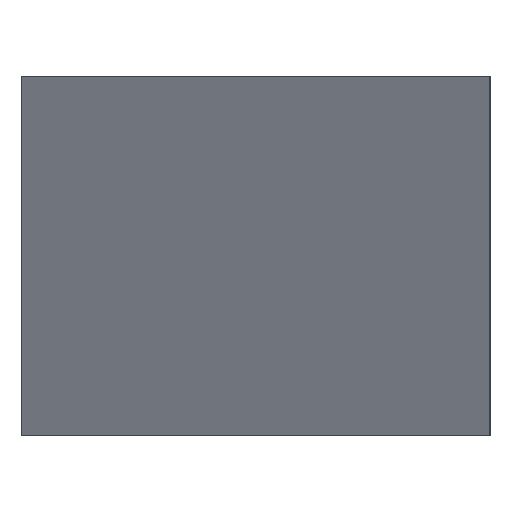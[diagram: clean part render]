
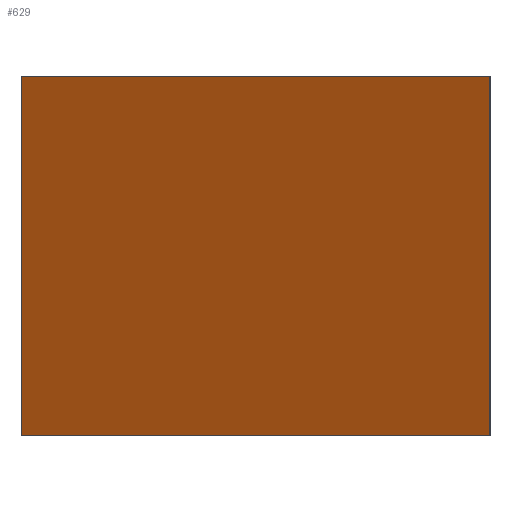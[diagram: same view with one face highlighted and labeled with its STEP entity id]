
A CAD part, left-side view. The second image highlights one B-rep face of the part: STEP entity #629.
In plain terms, the highlighted planar face has unit normal (-0.832, 0.555, 0).
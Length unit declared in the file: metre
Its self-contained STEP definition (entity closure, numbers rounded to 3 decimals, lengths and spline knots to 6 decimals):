
#93=ORIENTED_EDGE('',*,*,#250,.T.);
#94=ORIENTED_EDGE('',*,*,#256,.T.);
#95=ORIENTED_EDGE('',*,*,#228,.T.);
#96=ORIENTED_EDGE('',*,*,#254,.F.);
#228=EDGE_CURVE('',#315,#314,#374,.T.);
#250=EDGE_CURVE('',#332,#331,#394,.T.);
#254=EDGE_CURVE('',#332,#314,#398,.T.);
#256=EDGE_CURVE('',#331,#315,#400,.T.);
#314=VERTEX_POINT('',#928);
#315=VERTEX_POINT('',#930);
#331=VERTEX_POINT('',#971);
#332=VERTEX_POINT('',#973);
#374=LINE('',#929,#456);
#394=LINE('',#972,#476);
#398=LINE('',#980,#480);
#400=LINE('',#983,#482);
#456=VECTOR('',#744,1.);
#476=VECTOR('',#776,1.);
#480=VECTOR('',#782,1.);
#482=VECTOR('',#786,1.);
#521=EDGE_LOOP('',(#93,#94,#95,#96));
#563=FACE_BOUND('',#521,.T.);
#600=PLANE('',#678);
#629=ADVANCED_FACE('',(#563),#600,.F.);
#678=AXIS2_PLACEMENT_3D('',#982,#784,#785);
#744=DIRECTION('',(-0.555,-0.832,0.));
#776=DIRECTION('',(0.555,0.832,0.));
#782=DIRECTION('',(0.,0.,-1.));
#784=DIRECTION('',(0.832,-0.555,0.));
#785=DIRECTION('',(-0.555,-0.832,0.));
#786=DIRECTION('',(0.,0.,-1.));
#928=CARTESIAN_POINT('',(-0.025889,-0.0203,0.012));
#929=CARTESIAN_POINT('',(-0.012945,-0.000883,0.012));
#930=CARTESIAN_POINT('',(-0.003333,0.013534,0.012));
#971=CARTESIAN_POINT('',(-0.003333,0.013534,0.038));
#972=CARTESIAN_POINT('',(-0.012945,-0.000883,0.038));
#973=CARTESIAN_POINT('',(-0.025889,-0.0203,0.038));
#980=CARTESIAN_POINT('',(-0.025889,-0.0203,0.038002));
#982=CARTESIAN_POINT('',(-0.012945,-0.000883,0.038002));
#983=CARTESIAN_POINT('',(-0.003333,0.013534,0.038002));
